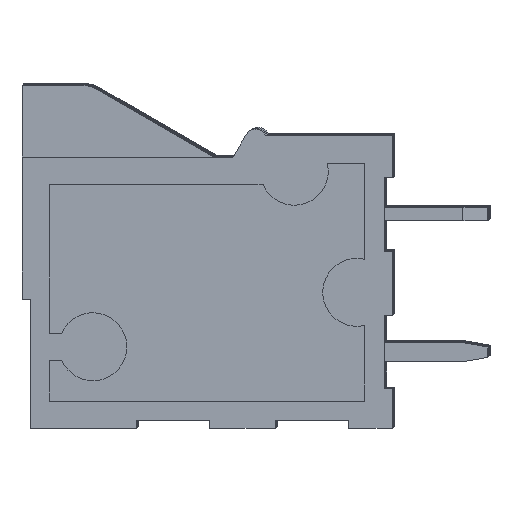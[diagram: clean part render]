
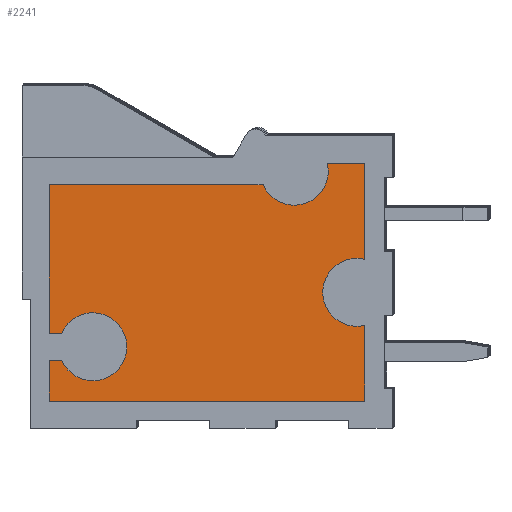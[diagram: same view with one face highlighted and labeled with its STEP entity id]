
A CAD part, left-side view. The second image highlights one B-rep face of the part: STEP entity #2241.
In plain terms, the highlighted planar face has unit normal (-1, 0, 0).
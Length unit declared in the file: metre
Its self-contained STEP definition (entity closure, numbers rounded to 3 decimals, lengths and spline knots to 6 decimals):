
#252=CIRCLE('',#2463,0.00125);
#253=CIRCLE('',#2469,0.00125);
#254=CIRCLE('',#2474,0.00125);
#807=ORIENTED_EDGE('',*,*,#1078,.F.);
#808=ORIENTED_EDGE('',*,*,#1100,.T.);
#809=ORIENTED_EDGE('',*,*,#1098,.F.);
#810=ORIENTED_EDGE('',*,*,#1096,.F.);
#811=ORIENTED_EDGE('',*,*,#1094,.T.);
#812=ORIENTED_EDGE('',*,*,#1092,.F.);
#813=ORIENTED_EDGE('',*,*,#1090,.T.);
#814=ORIENTED_EDGE('',*,*,#1088,.F.);
#815=ORIENTED_EDGE('',*,*,#1086,.F.);
#816=ORIENTED_EDGE('',*,*,#1084,.F.);
#817=ORIENTED_EDGE('',*,*,#1082,.T.);
#818=ORIENTED_EDGE('',*,*,#1080,.T.);
#1078=EDGE_CURVE('',#1277,#1278,#252,.T.);
#1080=EDGE_CURVE('',#1279,#1278,#1531,.T.);
#1082=EDGE_CURVE('',#1280,#1279,#1533,.T.);
#1084=EDGE_CURVE('',#1280,#1281,#1535,.T.);
#1086=EDGE_CURVE('',#1281,#1282,#1537,.T.);
#1088=EDGE_CURVE('',#1282,#1283,#253,.T.);
#1090=EDGE_CURVE('',#1284,#1283,#1540,.T.);
#1092=EDGE_CURVE('',#1284,#1285,#1542,.T.);
#1094=EDGE_CURVE('',#1286,#1285,#1544,.T.);
#1096=EDGE_CURVE('',#1286,#1287,#254,.T.);
#1098=EDGE_CURVE('',#1287,#1288,#1547,.T.);
#1100=EDGE_CURVE('',#1277,#1288,#1549,.T.);
#1277=VERTEX_POINT('',#3687);
#1278=VERTEX_POINT('',#3689);
#1279=VERTEX_POINT('',#3693);
#1280=VERTEX_POINT('',#3697);
#1281=VERTEX_POINT('',#3701);
#1282=VERTEX_POINT('',#3705);
#1283=VERTEX_POINT('',#3709);
#1284=VERTEX_POINT('',#3713);
#1285=VERTEX_POINT('',#3717);
#1286=VERTEX_POINT('',#3721);
#1287=VERTEX_POINT('',#3725);
#1288=VERTEX_POINT('',#3729);
#1531=LINE('',#3692,#1792);
#1533=LINE('',#3696,#1794);
#1535=LINE('',#3700,#1796);
#1537=LINE('',#3704,#1798);
#1540=LINE('',#3712,#1801);
#1542=LINE('',#3716,#1803);
#1544=LINE('',#3720,#1805);
#1547=LINE('',#3728,#1808);
#1549=LINE('',#3732,#1810);
#1792=VECTOR('',#3029,1.);
#1794=VECTOR('',#3033,1.);
#1796=VECTOR('',#3037,1.);
#1798=VECTOR('',#3041,1.);
#1801=VECTOR('',#3050,1.);
#1803=VECTOR('',#3054,1.);
#1805=VECTOR('',#3058,1.);
#1808=VECTOR('',#3067,1.);
#1810=VECTOR('',#3071,1.);
#1922=EDGE_LOOP('',(#807,#808,#809,#810,#811,#812,#813,#814,#815,#816,#817,
#818));
#2034=FACE_BOUND('',#1922,.T.);
#2133=PLANE('',#2477);
#2241=ADVANCED_FACE('',(#2034),#2133,.T.);
#2463=AXIS2_PLACEMENT_3D('',#3688,#3024,#3025);
#2469=AXIS2_PLACEMENT_3D('',#3708,#3045,#3046);
#2474=AXIS2_PLACEMENT_3D('',#3724,#3062,#3063);
#2477=AXIS2_PLACEMENT_3D('',#3733,#3072,#3073);
#3024=DIRECTION('',(-1.,0.,0.));
#3025=DIRECTION('',(0.,0.,1.));
#3029=DIRECTION('',(0.,0.,1.));
#3033=DIRECTION('',(0.,-1.,0.));
#3037=DIRECTION('',(0.,0.,1.));
#3041=DIRECTION('',(0.,-1.,0.));
#3045=DIRECTION('',(-1.,0.,0.));
#3046=DIRECTION('',(0.,0.,1.));
#3050=DIRECTION('',(0.,-1.,0.));
#3054=DIRECTION('',(0.,0.,1.));
#3058=DIRECTION('',(0.,1.,0.));
#3062=DIRECTION('',(-1.,0.,0.));
#3063=DIRECTION('',(0.,0.,1.));
#3067=DIRECTION('',(0.,-1.,0.));
#3071=DIRECTION('',(0.,0.,1.));
#3072=DIRECTION('',(-1.,0.,0.));
#3073=DIRECTION('',(0.,0.,1.));
#3687=CARTESIAN_POINT('',(0.0015,0.001,-0.006387));
#3688=CARTESIAN_POINT('',(0.0015,0.0013,-0.0076));
#3689=CARTESIAN_POINT('',(0.0015,0.001,-0.008813));
#3692=CARTESIAN_POINT('',(0.0015,0.001,0.));
#3693=CARTESIAN_POINT('',(0.0015,0.001,-0.0116));
#3696=CARTESIAN_POINT('',(0.0015,0.,-0.0116));
#3697=CARTESIAN_POINT('',(0.0015,0.0126,-0.0116));
#3700=CARTESIAN_POINT('',(0.0015,0.0126,0.));
#3701=CARTESIAN_POINT('',(0.0015,0.0126,-0.0101));
#3704=CARTESIAN_POINT('',(0.0015,0.,-0.0101));
#3705=CARTESIAN_POINT('',(0.0015,0.012146,-0.0101));
#3708=CARTESIAN_POINT('',(0.0015,0.011,-0.0096));
#3709=CARTESIAN_POINT('',(0.0015,0.012146,-0.0091));
#3712=CARTESIAN_POINT('',(0.0015,0.,-0.0091));
#3713=CARTESIAN_POINT('',(0.0015,0.0126,-0.0091));
#3716=CARTESIAN_POINT('',(0.0015,0.0126,0.));
#3717=CARTESIAN_POINT('',(0.0015,0.0126,-0.00365));
#3720=CARTESIAN_POINT('',(0.0015,0.,-0.00365));
#3721=CARTESIAN_POINT('',(0.0015,0.004746,-0.00365));
#3724=CARTESIAN_POINT('',(0.0015,0.0036,-0.00315));
#3725=CARTESIAN_POINT('',(0.0015,0.002387,-0.00285));
#3728=CARTESIAN_POINT('',(0.0015,0.,-0.00285));
#3729=CARTESIAN_POINT('',(0.0015,0.001,-0.00285));
#3732=CARTESIAN_POINT('',(0.0015,0.001,0.));
#3733=CARTESIAN_POINT('',(0.0015,0.,0.));
